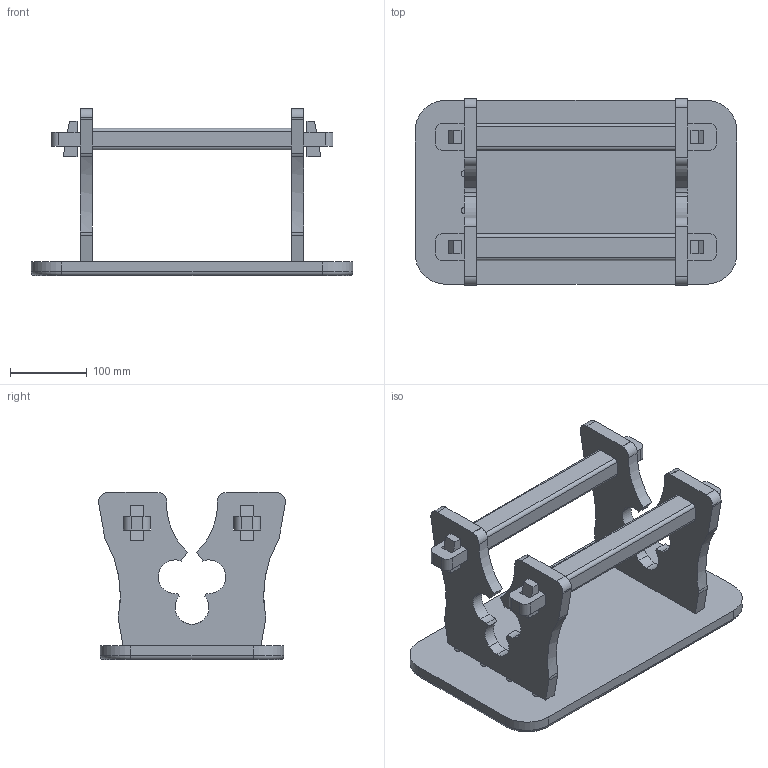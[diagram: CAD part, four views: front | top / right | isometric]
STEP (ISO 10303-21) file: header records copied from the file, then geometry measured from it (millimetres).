
FILE_DESCRIPTION(/* description */ (''),/* implementation_level */ '2;1');
FILE_NAME(/* name */ 'assembly.step',/* time_stamp */ '2021-08-26T00:30:22+00:00',/* author */ (''),/* organization */ (''),/* preprocessor_version */ 'ST-DEVELOPER v18.1',/* originating_system */ 'Autodesk Translation Framework v10.6.0.1341',/* authorisation */ '');
FILE_SCHEMA (('AUTOMOTIVE_DESIGN { 1 0 10303 214 3 1 1 }'));
Length unit declared in the file: centimetre
Products named in the file (6): Untitled; trave v5; suporte v4; cavilha v3; pino v2; tampo v3
Assembly tree (17 placements, depth 2):
  Untitled
    suporte v4  x2
    trave v5  x2
    cavilha v3  x4
    pino v2  x8
    tampo v3
Bounding box: 420 x 244.01 x 218 mm (x, y, z)
Volume: 3425236 mm3; surface area: 501713.9 mm2
Topology: 17 solids, 17 shells, 268 faces, 630 edges, 412 vertices
Faces by surface type: plane 148, bspline 52, cylinder 48, cone 16, torus 4
Full cylindrical faces by diameter (mm): 8 x24
Entity records: 4140 total; most frequent: CARTESIAN_POINT 1011, ORIENTED_EDGE 628, DIRECTION 580, EDGE_CURVE 314, VERTEX_POINT 206, LINE 198, VECTOR 198, AXIS2_PLACEMENT_3D 191
